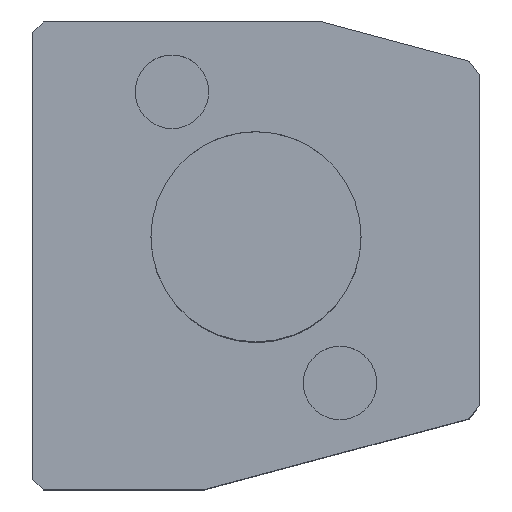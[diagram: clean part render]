
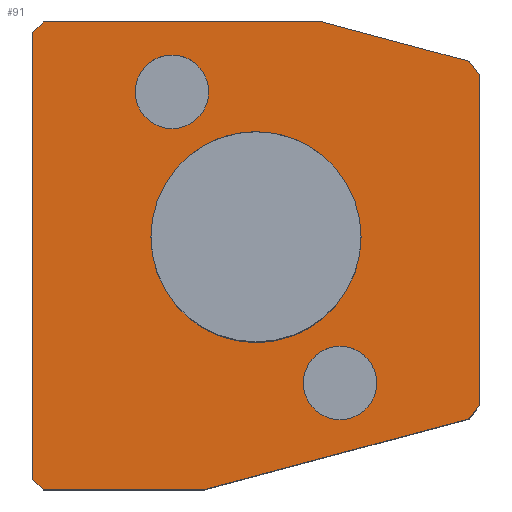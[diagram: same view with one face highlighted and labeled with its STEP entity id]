
A CAD part, top view. The second image highlights one B-rep face of the part: STEP entity #91.
In plain terms, the highlighted planar face has unit normal (0, 0, 1).
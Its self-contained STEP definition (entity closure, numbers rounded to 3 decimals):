
#48=FACE_BOUND('',#219,.T.);
#49=FACE_BOUND('',#220,.T.);
#50=FACE_BOUND('',#221,.T.);
#51=FACE_BOUND('',#222,.T.);
#59=CIRCLE('',#887,7.);
#61=CIRCLE('',#891,7.);
#63=CIRCLE('',#895,20.);
#91=ADVANCED_FACE('',(#48,#49,#50,#51),#132,.T.);
#132=PLANE('',#897);
#219=EDGE_LOOP('',(#352));
#220=EDGE_LOOP('',(#353));
#221=EDGE_LOOP('',(#354));
#222=EDGE_LOOP('',(#355,#356,#357,#358,#359,#360,#361,#362,#363,#364));
#352=ORIENTED_EDGE('',*,*,#601,.F.);
#353=ORIENTED_EDGE('',*,*,#603,.F.);
#354=ORIENTED_EDGE('',*,*,#605,.F.);
#355=ORIENTED_EDGE('',*,*,#539,.T.);
#356=ORIENTED_EDGE('',*,*,#606,.T.);
#357=ORIENTED_EDGE('',*,*,#583,.T.);
#358=ORIENTED_EDGE('',*,*,#607,.T.);
#359=ORIENTED_EDGE('',*,*,#608,.T.);
#360=ORIENTED_EDGE('',*,*,#609,.T.);
#361=ORIENTED_EDGE('',*,*,#610,.T.);
#362=ORIENTED_EDGE('',*,*,#611,.T.);
#363=ORIENTED_EDGE('',*,*,#612,.T.);
#364=ORIENTED_EDGE('',*,*,#613,.T.);
#465=VERTEX_POINT('',#1161);
#466=VERTEX_POINT('',#1162);
#498=VERTEX_POINT('',#1248);
#499=VERTEX_POINT('',#1250);
#511=VERTEX_POINT('',#1288);
#513=VERTEX_POINT('',#1294);
#515=VERTEX_POINT('',#1300);
#516=VERTEX_POINT('',#1304);
#517=VERTEX_POINT('',#1306);
#518=VERTEX_POINT('',#1308);
#519=VERTEX_POINT('',#1310);
#520=VERTEX_POINT('',#1312);
#521=VERTEX_POINT('',#1314);
#539=EDGE_CURVE('',#465,#466,#647,.T.);
#583=EDGE_CURVE('',#499,#498,#690,.T.);
#601=EDGE_CURVE('',#511,#511,#59,.T.);
#603=EDGE_CURVE('',#513,#513,#61,.T.);
#605=EDGE_CURVE('',#515,#515,#63,.T.);
#606=EDGE_CURVE('',#466,#499,#702,.T.);
#607=EDGE_CURVE('',#498,#516,#703,.T.);
#608=EDGE_CURVE('',#516,#517,#704,.T.);
#609=EDGE_CURVE('',#517,#518,#705,.T.);
#610=EDGE_CURVE('',#518,#519,#706,.T.);
#611=EDGE_CURVE('',#519,#520,#707,.T.);
#612=EDGE_CURVE('',#520,#521,#708,.T.);
#613=EDGE_CURVE('',#521,#465,#709,.T.);
#647=LINE('',#1160,#741);
#690=LINE('',#1249,#784);
#702=LINE('',#1302,#796);
#703=LINE('',#1303,#797);
#704=LINE('',#1305,#798);
#705=LINE('',#1307,#799);
#706=LINE('',#1309,#800);
#707=LINE('',#1311,#801);
#708=LINE('',#1313,#802);
#709=LINE('',#1315,#803);
#741=VECTOR('',#936,1.);
#784=VECTOR('',#1003,1.);
#796=VECTOR('',#1063,1.);
#797=VECTOR('',#1064,1.);
#798=VECTOR('',#1065,1.);
#799=VECTOR('',#1066,1.);
#800=VECTOR('',#1067,1.);
#801=VECTOR('',#1068,1.);
#802=VECTOR('',#1069,1.);
#803=VECTOR('',#1070,1.);
#887=AXIS2_PLACEMENT_3D('',#1287,#1043,#1044);
#891=AXIS2_PLACEMENT_3D('',#1293,#1051,#1052);
#895=AXIS2_PLACEMENT_3D('',#1299,#1059,#1060);
#897=AXIS2_PLACEMENT_3D('',#1316,#1071,#1072);
#936=DIRECTION('',(-1.,0.,0.));
#1003=DIRECTION('',(0.,-1.,0.));
#1043=DIRECTION('',(0.,0.,1.));
#1044=DIRECTION('',(1.,0.,0.));
#1051=DIRECTION('',(0.,0.,1.));
#1052=DIRECTION('',(1.,0.,0.));
#1059=DIRECTION('',(0.,0.,1.));
#1060=DIRECTION('',(1.,0.,0.));
#1063=DIRECTION('',(-0.707,-0.707,0.));
#1064=DIRECTION('',(0.707,-0.707,0.));
#1065=DIRECTION('',(1.,0.,0.));
#1066=DIRECTION('',(0.966,0.259,0.));
#1067=DIRECTION('',(0.609,0.793,0.));
#1068=DIRECTION('',(0.,1.,0.));
#1069=DIRECTION('',(-0.609,0.793,0.));
#1070=DIRECTION('',(-0.966,0.259,0.));
#1071=DIRECTION('',(0.,0.,1.));
#1072=DIRECTION('',(1.,0.,0.));
#1160=CARTESIAN_POINT('',(12.644,41.,0.));
#1161=CARTESIAN_POINT('',(12.644,41.,0.));
#1162=CARTESIAN_POINT('',(-40.5,41.,0.));
#1248=CARTESIAN_POINT('',(-42.5,-46.,0.));
#1249=CARTESIAN_POINT('',(-42.5,39.,0.));
#1250=CARTESIAN_POINT('',(-42.5,39.,0.));
#1287=CARTESIAN_POINT('',(16.,-27.713,0.));
#1288=CARTESIAN_POINT('',(23.,-27.713,0.));
#1293=CARTESIAN_POINT('',(-16.,27.713,0.));
#1294=CARTESIAN_POINT('',(-9.,27.713,0.));
#1299=CARTESIAN_POINT('',(0.,0.,0.));
#1300=CARTESIAN_POINT('',(20.,0.,0.));
#1302=CARTESIAN_POINT('',(-40.5,41.,0.));
#1303=CARTESIAN_POINT('',(-42.5,-46.,0.));
#1304=CARTESIAN_POINT('',(-40.5,-48.,0.));
#1305=CARTESIAN_POINT('',(-40.5,-48.,0.));
#1306=CARTESIAN_POINT('',(-9.749,-48.,0.));
#1307=CARTESIAN_POINT('',(-9.749,-48.,0.));
#1308=CARTESIAN_POINT('',(40.568,-34.518,0.));
#1309=CARTESIAN_POINT('',(40.568,-34.518,0.));
#1310=CARTESIAN_POINT('',(42.5,-32.,0.));
#1311=CARTESIAN_POINT('',(42.5,-32.,0.));
#1312=CARTESIAN_POINT('',(42.5,31.,0.));
#1313=CARTESIAN_POINT('',(42.5,31.,0.));
#1314=CARTESIAN_POINT('',(40.568,33.518,0.));
#1315=CARTESIAN_POINT('',(12.644,41.,0.));
#1316=CARTESIAN_POINT('',(-42.5,41.,0.));
